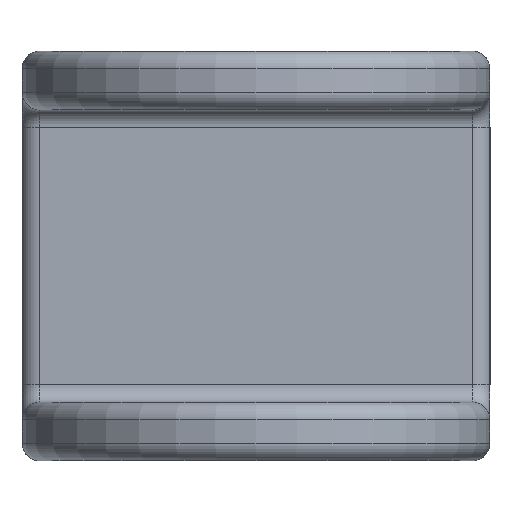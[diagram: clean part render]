
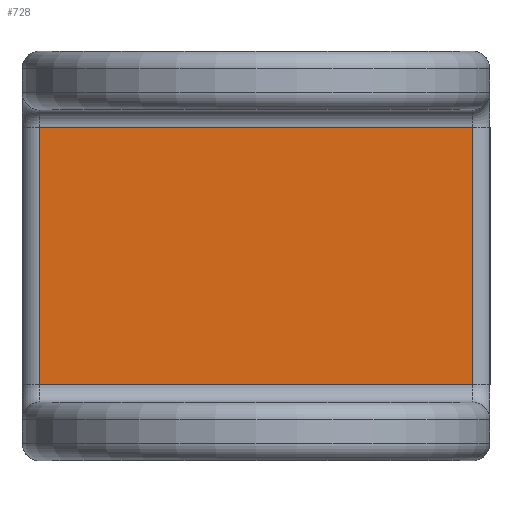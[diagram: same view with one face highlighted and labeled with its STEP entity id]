
A CAD part, left-side view. The second image highlights one B-rep face of the part: STEP entity #728.
In plain terms, the highlighted planar face has unit normal (-1, 0, 0).
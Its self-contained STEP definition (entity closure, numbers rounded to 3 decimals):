
#31=PLANE('',#821);
#45=LINE('',#1190,#98);
#47=LINE('',#1193,#100);
#49=LINE('',#1196,#102);
#54=LINE('',#1213,#107);
#98=VECTOR('',#942,10.);
#100=VECTOR('',#946,10.);
#102=VECTOR('',#950,10.);
#107=VECTOR('',#971,10.);
#189=FACE_OUTER_BOUND('',#237,.T.);
#237=EDGE_LOOP('',(#566,#567,#568,#569));
#320=VERTEX_POINT('',#1141);
#322=VERTEX_POINT('',#1147);
#329=VERTEX_POINT('',#1161);
#331=VERTEX_POINT('',#1166);
#405=EDGE_CURVE('',#322,#331,#45,.T.);
#407=EDGE_CURVE('',#331,#329,#47,.T.);
#409=EDGE_CURVE('',#329,#320,#49,.T.);
#418=EDGE_CURVE('',#320,#322,#54,.T.);
#566=ORIENTED_EDGE('',*,*,#405,.F.);
#567=ORIENTED_EDGE('',*,*,#418,.F.);
#568=ORIENTED_EDGE('',*,*,#409,.F.);
#569=ORIENTED_EDGE('',*,*,#407,.F.);
#728=ADVANCED_FACE('',(#189),#31,.F.);
#821=AXIS2_PLACEMENT_3D('',#1240,#993,#994);
#942=DIRECTION('',(0.,0.,1.));
#946=DIRECTION('',(0.,-1.,0.));
#950=DIRECTION('',(0.,0.,-1.));
#971=DIRECTION('',(0.,1.,0.));
#993=DIRECTION('center_axis',(1.,0.,0.));
#994=DIRECTION('ref_axis',(0.,0.,1.));
#1141=CARTESIAN_POINT('',(40.,-37.,-22.));
#1147=CARTESIAN_POINT('',(40.,37.,-22.));
#1161=CARTESIAN_POINT('',(40.,-37.,22.));
#1166=CARTESIAN_POINT('',(40.,37.,22.));
#1190=CARTESIAN_POINT('',(40.,37.,-12.5));
#1193=CARTESIAN_POINT('',(40.,40.,22.));
#1196=CARTESIAN_POINT('',(40.,-37.,-12.5));
#1213=CARTESIAN_POINT('',(40.,40.,-22.));
#1240=CARTESIAN_POINT('Origin',(40.,40.,-25.));
